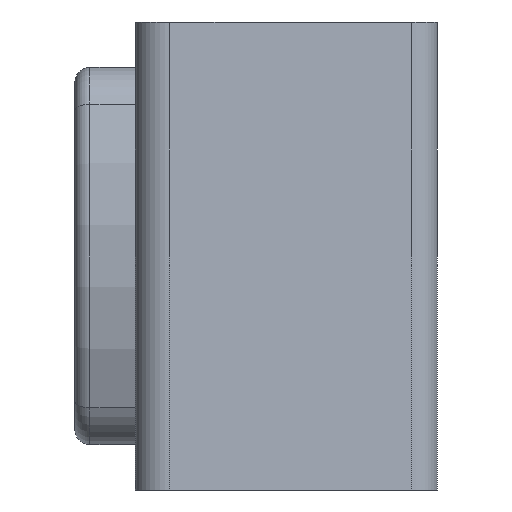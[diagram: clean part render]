
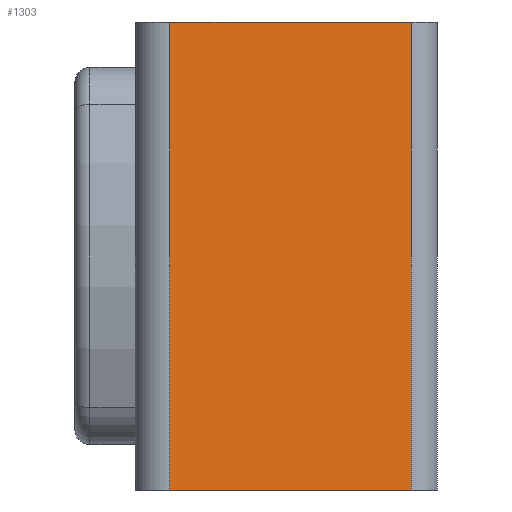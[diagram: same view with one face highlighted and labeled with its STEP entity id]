
A CAD part, left-side view. The second image highlights one B-rep face of the part: STEP entity #1303.
In plain terms, the highlighted planar face has unit normal (-0.989, -0.148, 0).
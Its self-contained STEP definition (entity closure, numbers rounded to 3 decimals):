
#44=PLANE('',#1440);
#111=FACE_OUTER_BOUND('',#184,.T.);
#184=EDGE_LOOP('',(#1148,#1149,#1150,#1151));
#302=LINE('',#2294,#408);
#342=LINE('',#2419,#448);
#377=LINE('',#3344,#483);
#378=LINE('',#3346,#484);
#408=VECTOR('',#1523,10.);
#448=VECTOR('',#1623,10.);
#483=VECTOR('',#1770,10.);
#484=VECTOR('',#1773,10.);
#539=VERTEX_POINT('',#2291);
#540=VERTEX_POINT('',#2293);
#594=VERTEX_POINT('',#2416);
#595=VERTEX_POINT('',#2418);
#676=EDGE_CURVE('',#539,#540,#302,.T.);
#739=EDGE_CURVE('',#595,#594,#342,.T.);
#804=EDGE_CURVE('',#594,#540,#377,.T.);
#805=EDGE_CURVE('',#595,#539,#378,.T.);
#1148=ORIENTED_EDGE('',*,*,#739,.T.);
#1149=ORIENTED_EDGE('',*,*,#804,.T.);
#1150=ORIENTED_EDGE('',*,*,#676,.F.);
#1151=ORIENTED_EDGE('',*,*,#805,.F.);
#1303=ADVANCED_FACE('',(#111),#44,.T.);
#1440=AXIS2_PLACEMENT_3D('',#3345,#1771,#1772);
#1523=DIRECTION('',(0.148,-0.989,0.));
#1623=DIRECTION('',(0.148,-0.989,0.));
#1770=DIRECTION('',(0.,0.,1.));
#1771=DIRECTION('center_axis',(-0.989,-0.148,0.));
#1772=DIRECTION('ref_axis',(0.148,-0.989,0.));
#1773=DIRECTION('',(0.,0.,1.));
#2291=CARTESIAN_POINT('',(16.672,17.352,15.5));
#2293=CARTESIAN_POINT('',(17.872,9.352,15.5));
#2294=CARTESIAN_POINT('',(16.672,17.352,15.5));
#2416=CARTESIAN_POINT('',(17.872,9.352,0.));
#2418=CARTESIAN_POINT('',(16.672,17.352,0.));
#2419=CARTESIAN_POINT('',(16.672,17.352,0.));
#3344=CARTESIAN_POINT('',(17.872,9.352,0.));
#3345=CARTESIAN_POINT('Origin',(16.672,17.352,0.));
#3346=CARTESIAN_POINT('',(16.672,17.352,0.));
